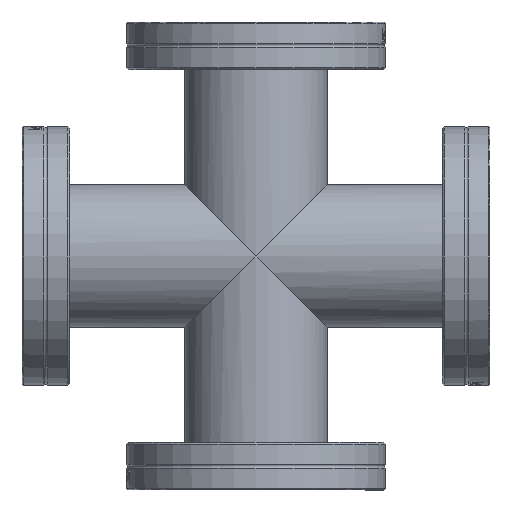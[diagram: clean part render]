
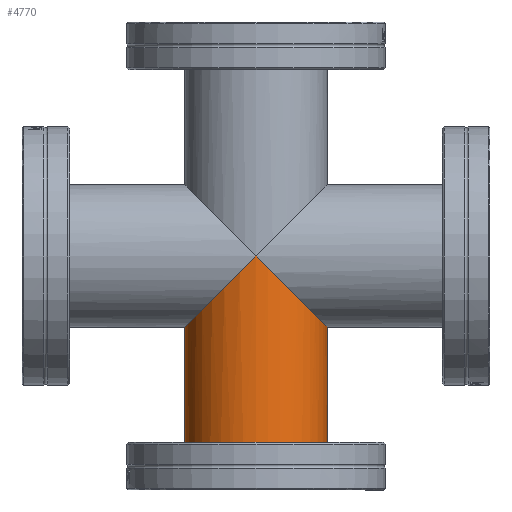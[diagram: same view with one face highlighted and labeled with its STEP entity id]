
A CAD part, left-side view. The second image highlights one B-rep face of the part: STEP entity #4770.
In plain terms, the highlighted cylindrical face has radius 19.05 mm (diameter 38.1 mm), a full revolution.
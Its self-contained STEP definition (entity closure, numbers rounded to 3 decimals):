
#176=ELLIPSE('',#5242,26.941,19.05);
#179=ELLIPSE('',#5245,26.941,19.05);
#180=ELLIPSE('',#5247,26.941,19.05);
#415=CYLINDRICAL_SURFACE('',#5251,19.05);
#718=FACE_OUTER_BOUND('',#1006,.T.);
#1006=EDGE_LOOP('',(#3888,#3889,#3890,#3891,#3892,#3893));
#1302=LINE('',#9180,#1585);
#1585=VECTOR('',#6097,19.05);
#1831=CIRCLE('',#5252,19.05);
#2173=VERTEX_POINT('',#9158);
#2174=VERTEX_POINT('',#9159);
#2178=VERTEX_POINT('',#9167);
#2180=VERTEX_POINT('',#9178);
#2780=EDGE_CURVE('',#2173,#2174,#176,.T.);
#2785=EDGE_CURVE('',#2174,#2178,#179,.T.);
#2786=EDGE_CURVE('',#2178,#2173,#180,.T.);
#2790=EDGE_CURVE('',#2180,#2180,#1831,.T.);
#2791=EDGE_CURVE('',#2180,#2174,#1302,.T.);
#3888=ORIENTED_EDGE('',*,*,#2790,.F.);
#3889=ORIENTED_EDGE('',*,*,#2791,.T.);
#3890=ORIENTED_EDGE('',*,*,#2785,.T.);
#3891=ORIENTED_EDGE('',*,*,#2786,.T.);
#3892=ORIENTED_EDGE('',*,*,#2780,.T.);
#3893=ORIENTED_EDGE('',*,*,#2791,.F.);
#4770=ADVANCED_FACE('',(#718),#415,.T.);
#5242=AXIS2_PLACEMENT_3D('',#9160,#6072,#6073);
#5245=AXIS2_PLACEMENT_3D('',#9169,#6080,#6081);
#5247=AXIS2_PLACEMENT_3D('',#9171,#6084,#6085);
#5251=AXIS2_PLACEMENT_3D('',#9177,#6093,#6094);
#5252=AXIS2_PLACEMENT_3D('',#9179,#6095,#6096);
#6072=DIRECTION('center_axis',(-0.707,0.,
0.707));
#6073=DIRECTION('ref_axis',(-0.707,0.,-0.707));
#6080=DIRECTION('center_axis',(-0.707,0.,
0.707));
#6081=DIRECTION('ref_axis',(-0.707,0.,-0.707));
#6084=DIRECTION('center_axis',(0.707,0.,0.707));
#6085=DIRECTION('ref_axis',(-0.707,0.,0.707));
#6093=DIRECTION('center_axis',(0.,0.,1.));
#6094=DIRECTION('ref_axis',(-1.,0.,0.));
#6095=DIRECTION('center_axis',(0.,0.,1.));
#6096=DIRECTION('ref_axis',(-1.,0.,0.));
#6097=DIRECTION('',(0.,0.,-1.));
#9158=CARTESIAN_POINT('',(0.,-19.05,0.));
#9159=CARTESIAN_POINT('',(19.05,0.,19.05));
#9160=CARTESIAN_POINT('Origin',(0.,0.,0.));
#9167=CARTESIAN_POINT('',(0.,19.05,0.));
#9169=CARTESIAN_POINT('Origin',(0.,0.,0.));
#9171=CARTESIAN_POINT('Origin',(0.,0.,0.));
#9177=CARTESIAN_POINT('Origin',(0.,0.,0.));
#9178=CARTESIAN_POINT('',(19.05,0.,57.2));
#9179=CARTESIAN_POINT('Origin',(0.,0.,57.2));
#9180=CARTESIAN_POINT('',(19.05,0.,0.));
